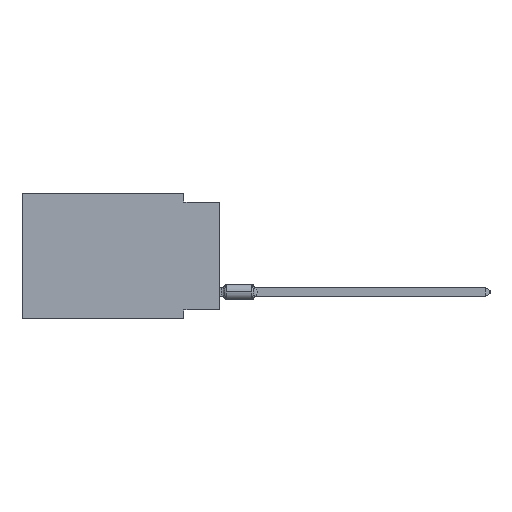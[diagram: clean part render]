
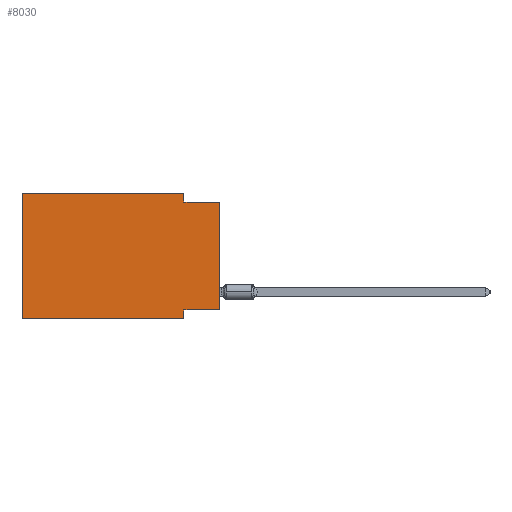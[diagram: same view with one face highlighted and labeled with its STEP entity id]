
A CAD part, left-side view. The second image highlights one B-rep face of the part: STEP entity #8030.
In plain terms, the highlighted planar face has unit normal (-1, 0, 0).
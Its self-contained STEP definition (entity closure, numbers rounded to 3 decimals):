
#61 = LINE ( 'NONE', #20834, #7442 ) ;
#315 = CARTESIAN_POINT ( 'NONE',  ( 0., 13.97, 0. ) ) ;
#1710 = LINE ( 'NONE', #7736, #31672 ) ;
#1848 = VECTOR ( 'NONE', #24943, 1000. ) ;
#2298 = VECTOR ( 'NONE', #30607, 1000. ) ;
#2885 = CARTESIAN_POINT ( 'NONE',  ( 0., 2.54, -8.255 ) ) ;
#3008 = DIRECTION ( 'NONE',  ( 0., -1., 0. ) ) ;
#4135 = CARTESIAN_POINT ( 'NONE',  ( 0., 0., 0. ) ) ;
#4681 = VERTEX_POINT ( 'NONE', #57465 ) ;
#5210 = CARTESIAN_POINT ( 'NONE',  ( 0., 13.97, -8.89 ) ) ;
#5336 = DIRECTION ( 'NONE',  ( 0., 0., -1. ) ) ;
#5719 = DIRECTION ( 'NONE',  ( 0., 0., -1. ) ) ;
#7442 = VECTOR ( 'NONE', #62376, 1000. ) ;
#7736 = CARTESIAN_POINT ( 'NONE',  ( 0., 2.54, -8.89 ) ) ;
#8030 = ADVANCED_FACE ( 'NONE', ( #22113 ), #42557, .F. ) ;
#8681 = EDGE_CURVE ( 'NONE', #63523, #39338, #19577, .T. ) ;
#10306 = VECTOR ( 'NONE', #5719, 1000. ) ;
#10367 = DIRECTION ( 'NONE',  ( 1., 0., 0. ) ) ;
#11508 = CARTESIAN_POINT ( 'NONE',  ( 0., 13.97, 0. ) ) ;
#12982 = ORIENTED_EDGE ( 'NONE', *, *, #15436, .F. ) ;
#13021 = ORIENTED_EDGE ( 'NONE', *, *, #63568, .T. ) ;
#13433 = VERTEX_POINT ( 'NONE', #22670 ) ;
#13796 = EDGE_CURVE ( 'NONE', #34310, #13433, #16565, .T. ) ;
#13888 = DIRECTION ( 'NONE',  ( 0., -1., 0. ) ) ;
#14321 = EDGE_CURVE ( 'NONE', #23973, #45285, #1710, .T. ) ;
#14672 = ORIENTED_EDGE ( 'NONE', *, *, #55395, .F. ) ;
#15209 = LINE ( 'NONE', #35651, #1848 ) ;
#15436 = EDGE_CURVE ( 'NONE', #13433, #4681, #31211, .T. ) ;
#16565 = LINE ( 'NONE', #11508, #45495 ) ;
#17012 = ORIENTED_EDGE ( 'NONE', *, *, #61575, .F. ) ;
#18933 = LINE ( 'NONE', #29313, #45530 ) ;
#19577 = LINE ( 'NONE', #4135, #2298 ) ;
#20834 = CARTESIAN_POINT ( 'NONE',  ( 0., 13.97, 0. ) ) ;
#21261 = ORIENTED_EDGE ( 'NONE', *, *, #13796, .F. ) ;
#22113 = FACE_OUTER_BOUND ( 'NONE', #50028, .T. ) ;
#22670 = CARTESIAN_POINT ( 'NONE',  ( 0., 2.54, 0. ) ) ;
#22789 = CARTESIAN_POINT ( 'NONE',  ( 0., 0., -8.255 ) ) ;
#23973 = VERTEX_POINT ( 'NONE', #2885 ) ;
#24943 = DIRECTION ( 'NONE',  ( 0., 1., 0. ) ) ;
#29313 = CARTESIAN_POINT ( 'NONE',  ( 0., 0., -0.635 ) ) ;
#30287 = VECTOR ( 'NONE', #3008, 1000. ) ;
#30607 = DIRECTION ( 'NONE',  ( 0., 0., 1. ) ) ;
#31211 = LINE ( 'NONE', #51631, #10306 ) ;
#31672 = VECTOR ( 'NONE', #48290, 1000. ) ;
#34310 = VERTEX_POINT ( 'NONE', #53196 ) ;
#35651 = CARTESIAN_POINT ( 'NONE',  ( 0., 0., -8.255 ) ) ;
#39338 = VERTEX_POINT ( 'NONE', #62353 ) ;
#41777 = ORIENTED_EDGE ( 'NONE', *, *, #8681, .T. ) ;
#42557 = PLANE ( 'NONE',  #66307 ) ;
#43916 = LINE ( 'NONE', #58992, #30287 ) ;
#45285 = VERTEX_POINT ( 'NONE', #61562 ) ;
#45495 = VECTOR ( 'NONE', #52408, 1000. ) ;
#45530 = VECTOR ( 'NONE', #13888, 1000. ) ;
#47942 = ORIENTED_EDGE ( 'NONE', *, *, #65930, .F. ) ;
#48290 = DIRECTION ( 'NONE',  ( 0., 0., -1. ) ) ;
#50028 = EDGE_LOOP ( 'NONE', ( #41777, #17012, #12982, #21261, #47942, #13021, #56684, #14672 ) ) ;
#51631 = CARTESIAN_POINT ( 'NONE',  ( 0., 2.54, 0. ) ) ;
#52408 = DIRECTION ( 'NONE',  ( 0., -1., 0. ) ) ;
#53196 = CARTESIAN_POINT ( 'NONE',  ( 0., 13.97, 0. ) ) ;
#54980 = VERTEX_POINT ( 'NONE', #5210 ) ;
#55395 = EDGE_CURVE ( 'NONE', #63523, #23973, #15209, .T. ) ;
#56684 = ORIENTED_EDGE ( 'NONE', *, *, #14321, .F. ) ;
#57465 = CARTESIAN_POINT ( 'NONE',  ( 0., 2.54, -0.635 ) ) ;
#58992 = CARTESIAN_POINT ( 'NONE',  ( 0., 13.97, -8.89 ) ) ;
#61562 = CARTESIAN_POINT ( 'NONE',  ( 0., 2.54, -8.89 ) ) ;
#61575 = EDGE_CURVE ( 'NONE', #4681, #39338, #18933, .T. ) ;
#62353 = CARTESIAN_POINT ( 'NONE',  ( 0., 0., -0.635 ) ) ;
#62376 = DIRECTION ( 'NONE',  ( 0., 0., 1. ) ) ;
#63523 = VERTEX_POINT ( 'NONE', #22789 ) ;
#63568 = EDGE_CURVE ( 'NONE', #54980, #45285, #43916, .T. ) ;
#65930 = EDGE_CURVE ( 'NONE', #54980, #34310, #61, .T. ) ;
#66307 = AXIS2_PLACEMENT_3D ( 'NONE', #315, #10367, #5336 ) ;
